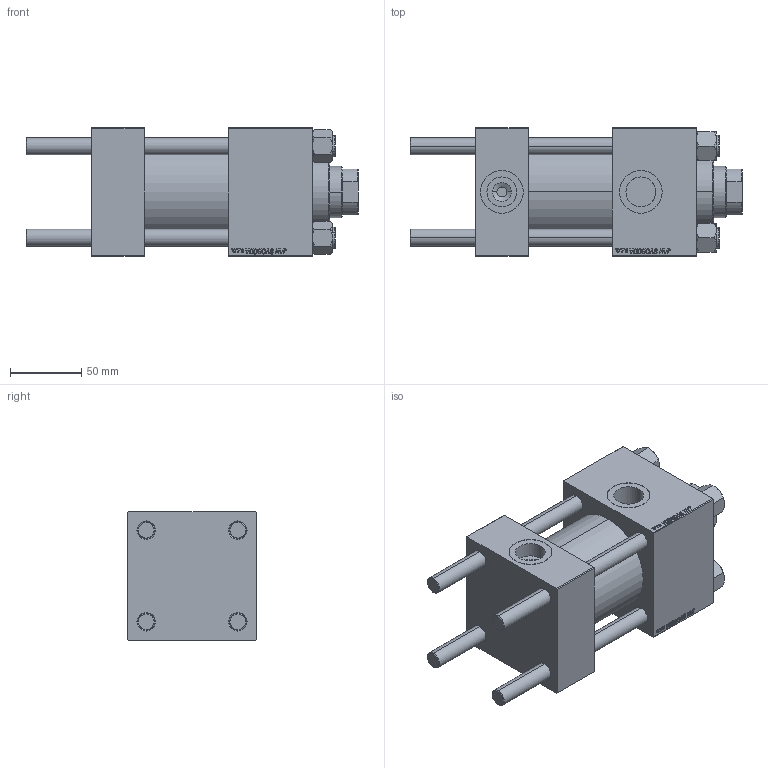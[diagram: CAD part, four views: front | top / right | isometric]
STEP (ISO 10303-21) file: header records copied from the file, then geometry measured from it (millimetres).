
FILE_DESCRIPTION (( 'STEP AP203' ), '1' );
FILE_NAME ('8418.STEP', '2023-08-26T14:58:41', ( '' ), ( '' ), 'SwSTEP 2.0', 'SolidWorks 2019', '' );
FILE_SCHEMA (( 'CONFIG_CONTROL_DESIGN' ));
Length unit declared in the file: millimetre
Products named in the file (6): V215_VC_A 7b634ed89dbdf0e1965d75a5be539655; NUT_M5 7b634ed89dbdf0e1965d75a5be539655; 8418; V215CR_BODY_A 7b634ed89dbdf0e1965d75a5be539655; V215CR_VCP 7b634ed89dbdf0e1965d75a5be539655; CR025_012_A_0_G_A_G_M_020_+#_##_TYCINKA 7b634ed89dbdf0e1965d75a5be539655
Assembly tree (11 placements, depth 2):
  8418
    V215CR_BODY_A 7b634ed89dbdf0e1965d75a5be539655
    CR025_012_A_0_G_A_G_M_020_+#_##_TYCINKA 7b634ed89dbdf0e1965d75a5be539655  x4
    NUT_M5 7b634ed89dbdf0e1965d75a5be539655  x4
    V215CR_VCP 7b634ed89dbdf0e1965d75a5be539655
    V215_VC_A 7b634ed89dbdf0e1965d75a5be539655
Bounding box: 233 x 90 x 90 mm (x, y, z)
Volume: 1002357.2 mm3; surface area: 200368.3 mm2
Topology: 11 solids, 11 shells, 1134 faces, 2851 edges, 1850 vertices
Faces by surface type: plane 520, bspline 392, cone 136, cylinder 78, torus 8
Entity records: 49809 total; most frequent: CARTESIAN_POINT 26962, ORIENTED_EDGE 5194, DIRECTION 3241, EDGE_CURVE 2597, VERTEX_POINT 1706, VECTOR 1583, LINE 1583, EDGE_LOOP 1143
